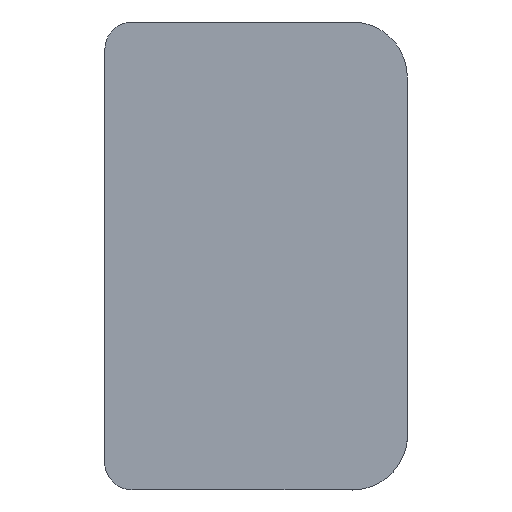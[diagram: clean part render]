
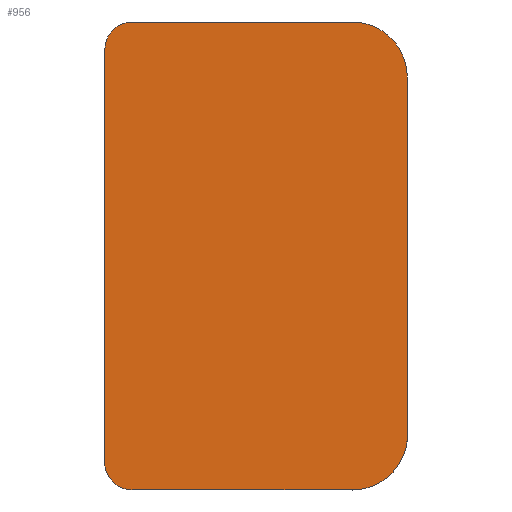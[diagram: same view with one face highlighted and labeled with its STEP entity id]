
A CAD part, top view. The second image highlights one B-rep face of the part: STEP entity #956.
In plain terms, the highlighted planar face has unit normal (0, 0, 1).
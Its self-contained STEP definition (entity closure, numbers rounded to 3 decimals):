
#29=CIRCLE('',#1006,4.969);
#30=CIRCLE('',#1010,10.);
#31=CIRCLE('',#1013,10.039);
#32=CIRCLE('',#1017,5.);
#84=FACE_OUTER_BOUND('',#142,.T.);
#142=EDGE_LOOP('',(#846,#847,#848,#849,#850,#851,#852,#853,#854,#855,#856));
#247=LINE('',#1488,#368);
#249=LINE('',#1492,#370);
#252=LINE('',#1500,#373);
#254=LINE('',#1504,#375);
#257=LINE('',#1512,#378);
#260=LINE('',#1520,#381);
#262=LINE('',#1524,#383);
#368=VECTOR('',#1215,10.);
#370=VECTOR('',#1219,10.);
#373=VECTOR('',#1228,10.);
#375=VECTOR('',#1232,10.);
#378=VECTOR('',#1241,10.);
#381=VECTOR('',#1250,10.);
#383=VECTOR('',#1254,10.);
#459=VERTEX_POINT('',#1485);
#460=VERTEX_POINT('',#1487);
#461=VERTEX_POINT('',#1491);
#462=VERTEX_POINT('',#1495);
#463=VERTEX_POINT('',#1499);
#464=VERTEX_POINT('',#1503);
#465=VERTEX_POINT('',#1507);
#466=VERTEX_POINT('',#1511);
#467=VERTEX_POINT('',#1515);
#468=VERTEX_POINT('',#1519);
#469=VERTEX_POINT('',#1523);
#578=EDGE_CURVE('',#460,#459,#247,.T.);
#580=EDGE_CURVE('',#461,#460,#249,.T.);
#582=EDGE_CURVE('',#462,#461,#29,.T.);
#584=EDGE_CURVE('',#463,#462,#252,.T.);
#586=EDGE_CURVE('',#464,#463,#254,.T.);
#588=EDGE_CURVE('',#465,#464,#30,.T.);
#590=EDGE_CURVE('',#466,#465,#257,.T.);
#592=EDGE_CURVE('',#467,#466,#31,.T.);
#594=EDGE_CURVE('',#468,#467,#260,.T.);
#596=EDGE_CURVE('',#469,#468,#262,.T.);
#598=EDGE_CURVE('',#459,#469,#32,.T.);
#846=ORIENTED_EDGE('',*,*,#598,.T.);
#847=ORIENTED_EDGE('',*,*,#596,.T.);
#848=ORIENTED_EDGE('',*,*,#594,.T.);
#849=ORIENTED_EDGE('',*,*,#592,.T.);
#850=ORIENTED_EDGE('',*,*,#590,.T.);
#851=ORIENTED_EDGE('',*,*,#588,.T.);
#852=ORIENTED_EDGE('',*,*,#586,.T.);
#853=ORIENTED_EDGE('',*,*,#584,.T.);
#854=ORIENTED_EDGE('',*,*,#582,.T.);
#855=ORIENTED_EDGE('',*,*,#580,.T.);
#856=ORIENTED_EDGE('',*,*,#578,.T.);
#904=PLANE('',#1018);
#956=ADVANCED_FACE('',(#84),#904,.T.);
#1006=AXIS2_PLACEMENT_3D('',#1496,#1223,#1224);
#1010=AXIS2_PLACEMENT_3D('',#1508,#1236,#1237);
#1013=AXIS2_PLACEMENT_3D('',#1516,#1245,#1246);
#1017=AXIS2_PLACEMENT_3D('',#1527,#1258,#1259);
#1018=AXIS2_PLACEMENT_3D('',#1528,#1260,#1261);
#1215=DIRECTION('',(0.,-1.,0.));
#1219=DIRECTION('',(-1.,0.,0.));
#1223=DIRECTION('center_axis',(0.,0.,1.));
#1224=DIRECTION('ref_axis',(1.,0.,0.));
#1228=DIRECTION('',(-0.707,-0.707,0.));
#1232=DIRECTION('',(-1.,0.,0.));
#1236=DIRECTION('center_axis',(0.,0.,1.));
#1237=DIRECTION('ref_axis',(1.,0.,0.));
#1241=DIRECTION('',(0.,1.,0.));
#1245=DIRECTION('center_axis',(0.,0.,1.));
#1246=DIRECTION('ref_axis',(1.,0.,0.));
#1250=DIRECTION('',(1.,0.,0.));
#1254=DIRECTION('',(0.707,-0.707,0.));
#1258=DIRECTION('center_axis',(0.,0.,1.));
#1259=DIRECTION('ref_axis',(1.,0.,0.));
#1260=DIRECTION('center_axis',(0.,0.,1.));
#1261=DIRECTION('ref_axis',(1.,0.,0.));
#1485=CARTESIAN_POINT('',(-25.,0.,43.));
#1487=CARTESIAN_POINT('',(-25.,75.,43.));
#1488=CARTESIAN_POINT('',(-25.,0.,43.));
#1491=CARTESIAN_POINT('',(-24.969,75.,43.));
#1492=CARTESIAN_POINT('',(-25.,75.,43.));
#1495=CARTESIAN_POINT('',(-20.031,79.969,43.));
#1496=CARTESIAN_POINT('Origin',(-20.,75.,43.));
#1499=CARTESIAN_POINT('',(-20.,80.,43.));
#1500=CARTESIAN_POINT('',(-20.,80.,43.));
#1503=CARTESIAN_POINT('',(20.,80.,43.));
#1504=CARTESIAN_POINT('',(-20.,80.,43.));
#1507=CARTESIAN_POINT('',(30.,70.,43.));
#1508=CARTESIAN_POINT('Origin',(20.,70.,43.));
#1511=CARTESIAN_POINT('',(30.,5.89,43.));
#1512=CARTESIAN_POINT('',(30.,70.,43.));
#1515=CARTESIAN_POINT('',(20.,-5.039,43.));
#1516=CARTESIAN_POINT('Origin',(20.,5.,43.));
#1519=CARTESIAN_POINT('',(-19.961,-5.039,43.));
#1520=CARTESIAN_POINT('',(20.556,-5.039,43.));
#1523=CARTESIAN_POINT('',(-20.,-5.,43.));
#1524=CARTESIAN_POINT('',(-19.961,-5.039,43.));
#1527=CARTESIAN_POINT('Origin',(-20.,0.,43.));
#1528=CARTESIAN_POINT('Origin',(-20.,0.,43.));
